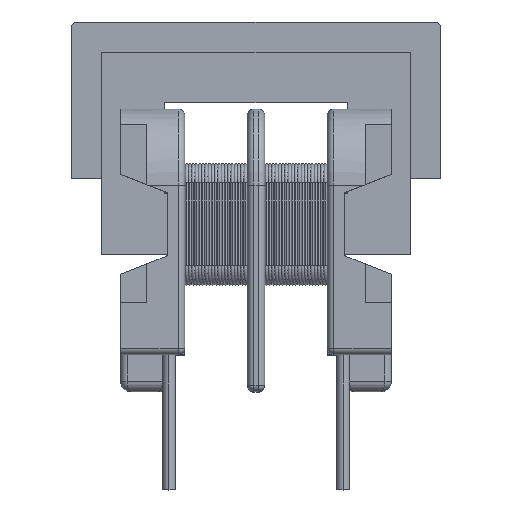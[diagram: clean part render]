
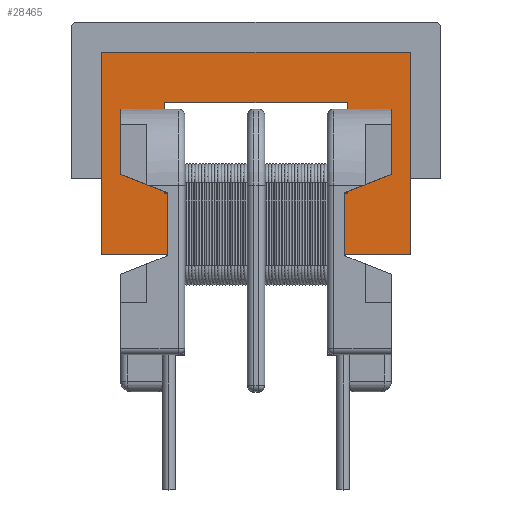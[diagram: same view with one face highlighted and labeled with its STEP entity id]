
A CAD part, top view. The second image highlights one B-rep face of the part: STEP entity #28465.
In plain terms, the highlighted planar face has unit normal (0, 0, 1).
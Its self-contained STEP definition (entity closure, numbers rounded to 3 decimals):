
#79 = VECTOR ( 'NONE', #15858, 1000. ) ;
#140 = CARTESIAN_POINT ( 'NONE',  ( 7.1, 8.4, 1.4 ) ) ;
#172 = ORIENTED_EDGE ( 'NONE', *, *, #28736, .F. ) ;
#749 = LINE ( 'NONE', #13281, #16681 ) ;
#834 = CARTESIAN_POINT ( 'NONE',  ( -4.2, 5.6, 1.4 ) ) ;
#993 = LINE ( 'NONE', #33927, #16934 ) ;
#1726 = CARTESIAN_POINT ( 'NONE',  ( 0., -1.4, 1.4 ) ) ;
#1764 = VECTOR ( 'NONE', #5423, 1000. ) ;
#1820 = DIRECTION ( 'NONE',  ( 0., 0., -1. ) ) ;
#2033 = EDGE_CURVE ( 'NONE', #21766, #2850, #8432, .T. ) ;
#2091 = PLANE ( 'NONE',  #26748 ) ;
#2232 = CARTESIAN_POINT ( 'NONE',  ( -4.2, 3.5, 1.4 ) ) ;
#2850 = VERTEX_POINT ( 'NONE', #19591 ) ;
#2907 = VECTOR ( 'NONE', #36293, 1000. ) ;
#2991 = VECTOR ( 'NONE', #9716, 1000. ) ;
#3322 = EDGE_CURVE ( 'NONE', #4198, #30191, #29363, .T. ) ;
#3841 = LINE ( 'NONE', #30525, #2907 ) ;
#4198 = VERTEX_POINT ( 'NONE', #36088 ) ;
#4996 = CARTESIAN_POINT ( 'NONE',  ( 4.2, 1.4, 1.4 ) ) ;
#5147 = LINE ( 'NONE', #37679, #30880 ) ;
#5206 = DIRECTION ( 'NONE',  ( -1., 0., 0. ) ) ;
#5423 = DIRECTION ( 'NONE',  ( 1., 0., 0. ) ) ;
#5476 = VECTOR ( 'NONE', #28981, 1000. ) ;
#5678 = ORIENTED_EDGE ( 'NONE', *, *, #3322, .F. ) ;
#5701 = VECTOR ( 'NONE', #18773, 1000. ) ;
#6510 = ORIENTED_EDGE ( 'NONE', *, *, #7980, .F. ) ;
#6731 = DIRECTION ( 'NONE',  ( -1., 0., 0. ) ) ;
#7355 = VERTEX_POINT ( 'NONE', #30864 ) ;
#7980 = EDGE_CURVE ( 'NONE', #36788, #29539, #20277, .T. ) ;
#8432 = LINE ( 'NONE', #15356, #33182 ) ;
#9031 = VECTOR ( 'NONE', #31028, 1000. ) ;
#9243 = DIRECTION ( 'NONE',  ( 0., -1., 0. ) ) ;
#9451 = VERTEX_POINT ( 'NONE', #20057 ) ;
#9716 = DIRECTION ( 'NONE',  ( 0., -1., 0. ) ) ;
#9722 = EDGE_CURVE ( 'NONE', #30191, #29838, #5147, .T. ) ;
#10182 = ORIENTED_EDGE ( 'NONE', *, *, #19559, .F. ) ;
#10560 = ORIENTED_EDGE ( 'NONE', *, *, #36945, .F. ) ;
#11448 = CARTESIAN_POINT ( 'NONE',  ( -7.1, -1.4, 1.4 ) ) ;
#11607 = VERTEX_POINT ( 'NONE', #834 ) ;
#11649 = VECTOR ( 'NONE', #26717, 1000. ) ;
#12562 = ORIENTED_EDGE ( 'NONE', *, *, #2033, .F. ) ;
#13281 = CARTESIAN_POINT ( 'NONE',  ( -4.2, 1.4, 1.4 ) ) ;
#13530 = CARTESIAN_POINT ( 'NONE',  ( -3.262, 1.4, 1.4 ) ) ;
#13580 = VERTEX_POINT ( 'NONE', #14376 ) ;
#13608 = DIRECTION ( 'NONE',  ( -1., 0., 0. ) ) ;
#13742 = VERTEX_POINT ( 'NONE', #15590 ) ;
#14220 = VECTOR ( 'NONE', #14444, 1000. ) ;
#14376 = CARTESIAN_POINT ( 'NONE',  ( -7.1, 7.9, 1.4 ) ) ;
#14444 = DIRECTION ( 'NONE',  ( 0., 1., 0. ) ) ;
#15002 = VECTOR ( 'NONE', #13608, 1000. ) ;
#15349 = EDGE_CURVE ( 'NONE', #7355, #36788, #3841, .T. ) ;
#15356 = CARTESIAN_POINT ( 'NONE',  ( 7.1, 3.5, 1.4 ) ) ;
#15590 = CARTESIAN_POINT ( 'NONE',  ( 4.2, 5.6, 1.4 ) ) ;
#15704 = EDGE_CURVE ( 'NONE', #9451, #4198, #18246, .T. ) ;
#15795 = DIRECTION ( 'NONE',  ( 0., -1., 0. ) ) ;
#15858 = DIRECTION ( 'NONE',  ( 0., 1., 0. ) ) ;
#16681 = VECTOR ( 'NONE', #15795, 1000. ) ;
#16934 = VECTOR ( 'NONE', #6731, 1000. ) ;
#17333 = ORIENTED_EDGE ( 'NONE', *, *, #38037, .F. ) ;
#17983 = CARTESIAN_POINT ( 'NONE',  ( -4.2, 7.9, 1.4 ) ) ;
#18246 = LINE ( 'NONE', #1726, #15002 ) ;
#18773 = DIRECTION ( 'NONE',  ( -1., 0., 0. ) ) ;
#19559 = EDGE_CURVE ( 'NONE', #13580, #21766, #25628, .T. ) ;
#19591 = CARTESIAN_POINT ( 'NONE',  ( 7.1, 2.1, 1.4 ) ) ;
#20057 = CARTESIAN_POINT ( 'NONE',  ( 7.1, -1.4, 1.4 ) ) ;
#20277 = LINE ( 'NONE', #36534, #2991 ) ;
#20727 = LINE ( 'NONE', #25271, #9031 ) ;
#21099 = ORIENTED_EDGE ( 'NONE', *, *, #15704, .F. ) ;
#21449 = CARTESIAN_POINT ( 'NONE',  ( -3.262, -1.4, 1.4 ) ) ;
#21766 = VERTEX_POINT ( 'NONE', #32055 ) ;
#22033 = CARTESIAN_POINT ( 'NONE',  ( 0., 5.6, 1.4 ) ) ;
#22057 = LINE ( 'NONE', #22033, #5701 ) ;
#23985 = EDGE_CURVE ( 'NONE', #29838, #13742, #35689, .T. ) ;
#24108 = EDGE_CURVE ( 'NONE', #27612, #13580, #20727, .T. ) ;
#24287 = VERTEX_POINT ( 'NONE', #11448 ) ;
#24806 = ORIENTED_EDGE ( 'NONE', *, *, #15349, .F. ) ;
#24954 = ORIENTED_EDGE ( 'NONE', *, *, #23985, .F. ) ;
#25271 = CARTESIAN_POINT ( 'NONE',  ( -7.1, 3.5, 1.4 ) ) ;
#25489 = EDGE_CURVE ( 'NONE', #13742, #11607, #22057, .T. ) ;
#25628 = LINE ( 'NONE', #17983, #1764 ) ;
#25974 = CARTESIAN_POINT ( 'NONE',  ( 3.262, 3.5, 1.4 ) ) ;
#26717 = DIRECTION ( 'NONE',  ( 0., -1., 0. ) ) ;
#26748 = AXIS2_PLACEMENT_3D ( 'NONE', #2232, #1820, #5206 ) ;
#26987 = CARTESIAN_POINT ( 'NONE',  ( -7.1, 2.1, 1.4 ) ) ;
#27077 = LINE ( 'NONE', #140, #11649 ) ;
#27248 = EDGE_CURVE ( 'NONE', #11607, #7355, #749, .T. ) ;
#27567 = ORIENTED_EDGE ( 'NONE', *, *, #25489, .F. ) ;
#27612 = VERTEX_POINT ( 'NONE', #26987 ) ;
#28465 = ADVANCED_FACE ( 'NONE', ( #29165 ), #2091, .F. ) ;
#28736 = EDGE_CURVE ( 'NONE', #29539, #24287, #993, .T. ) ;
#28981 = DIRECTION ( 'NONE',  ( 0., 1., 0. ) ) ;
#29165 = FACE_OUTER_BOUND ( 'NONE', #32089, .T. ) ;
#29363 = LINE ( 'NONE', #25974, #5476 ) ;
#29456 = CARTESIAN_POINT ( 'NONE',  ( -7.1, -1.4, 1.4 ) ) ;
#29539 = VERTEX_POINT ( 'NONE', #21449 ) ;
#29838 = VERTEX_POINT ( 'NONE', #4996 ) ;
#30191 = VERTEX_POINT ( 'NONE', #30843 ) ;
#30525 = CARTESIAN_POINT ( 'NONE',  ( 0., 1.4, 1.4 ) ) ;
#30559 = LINE ( 'NONE', #29456, #14220 ) ;
#30843 = CARTESIAN_POINT ( 'NONE',  ( 3.262, 1.4, 1.4 ) ) ;
#30864 = CARTESIAN_POINT ( 'NONE',  ( -4.2, 1.4, 1.4 ) ) ;
#30880 = VECTOR ( 'NONE', #37428, 1000. ) ;
#31028 = DIRECTION ( 'NONE',  ( 0., 1., 0. ) ) ;
#32055 = CARTESIAN_POINT ( 'NONE',  ( 7.1, 7.9, 1.4 ) ) ;
#32089 = EDGE_LOOP ( 'NONE', ( #12562, #10182, #36255, #17333, #172, #6510, #24806, #33107, #27567, #24954, #38455, #5678, #21099, #10560 ) ) ;
#33107 = ORIENTED_EDGE ( 'NONE', *, *, #27248, .F. ) ;
#33182 = VECTOR ( 'NONE', #9243, 1000. ) ;
#33752 = CARTESIAN_POINT ( 'NONE',  ( 4.2, 5.6, 1.4 ) ) ;
#33927 = CARTESIAN_POINT ( 'NONE',  ( 0., -1.4, 1.4 ) ) ;
#35689 = LINE ( 'NONE', #33752, #79 ) ;
#36088 = CARTESIAN_POINT ( 'NONE',  ( 3.262, -1.4, 1.4 ) ) ;
#36255 = ORIENTED_EDGE ( 'NONE', *, *, #24108, .F. ) ;
#36293 = DIRECTION ( 'NONE',  ( 1., 0., 0. ) ) ;
#36534 = CARTESIAN_POINT ( 'NONE',  ( -3.262, 3.5, 1.4 ) ) ;
#36788 = VERTEX_POINT ( 'NONE', #13530 ) ;
#36945 = EDGE_CURVE ( 'NONE', #2850, #9451, #27077, .T. ) ;
#37428 = DIRECTION ( 'NONE',  ( 1., 0., 0. ) ) ;
#37679 = CARTESIAN_POINT ( 'NONE',  ( 0., 1.4, 1.4 ) ) ;
#38037 = EDGE_CURVE ( 'NONE', #24287, #27612, #30559, .T. ) ;
#38455 = ORIENTED_EDGE ( 'NONE', *, *, #9722, .F. ) ;
